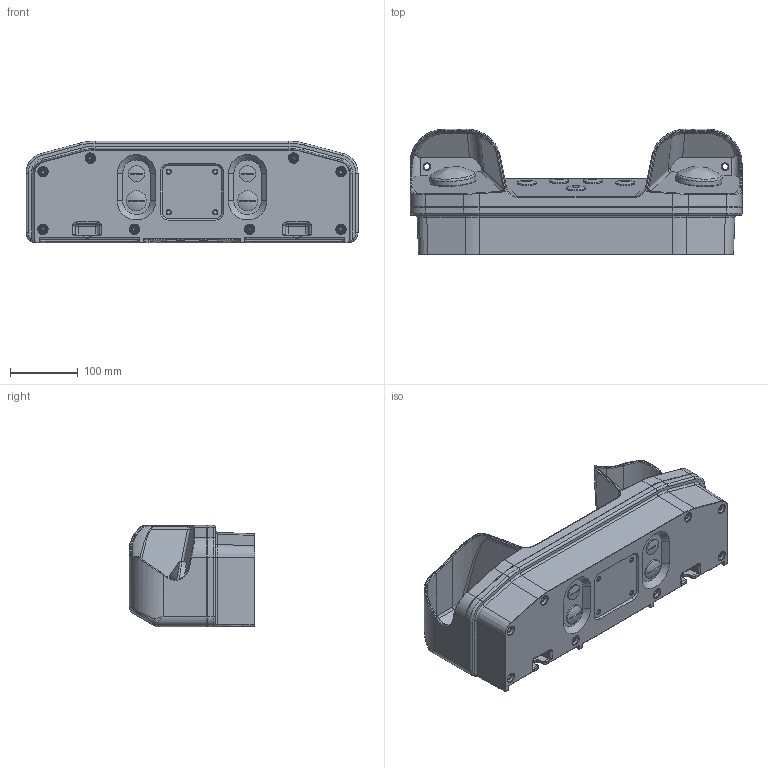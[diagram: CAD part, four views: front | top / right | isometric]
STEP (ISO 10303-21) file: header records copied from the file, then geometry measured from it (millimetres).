
FILE_DESCRIPTION (( 'STEP AP214' ), '1' );
FILE_NAME ('2H-240002.STEP', '2023-03-09T15:38:20', ( '' ), ( '' ), 'SwSTEP 2.0', 'SolidWorks 2021', '' );
FILE_SCHEMA (( 'AUTOMOTIVE_DESIGN' ));
Length unit declared in the file: inch
Products named in the file (1): 2H-240002
Bounding box: 490 x 185 x 150 mm (x, y, z)
Volume: 6905393.6 mm3; surface area: 437723.4 mm2
Topology: 1 solids, 34 shells, 1400 faces, 3195 edges, 1875 vertices
Faces by surface type: bspline 448, cylinder 445, plane 393, cone 114
Full cylindrical faces by diameter (mm): 5 x4, 5.2 x2, 5.5 x4, 9 x2, 10 x8, 11 x5, 11.8 x5, 13.4 x8, 14.5 x4, 15.9 x7, 17.8 x2, 18 x4, 19.8 x4, 23 x4, 24 x4, 24.4 x2, 24.6 x2, 27 x2, 28.4 x5, 30 x4, 31.2 x1, 68 x2
Entity records: 54307 total; most frequent: CARTESIAN_POINT 26533, ORIENTED_EDGE 5910, DIRECTION 5351, EDGE_CURVE 2955, AXIS2_PLACEMENT_3D 2233, VERTEX_POINT 1817, EDGE_LOOP 1662, FACE_OUTER_BOUND 1520
